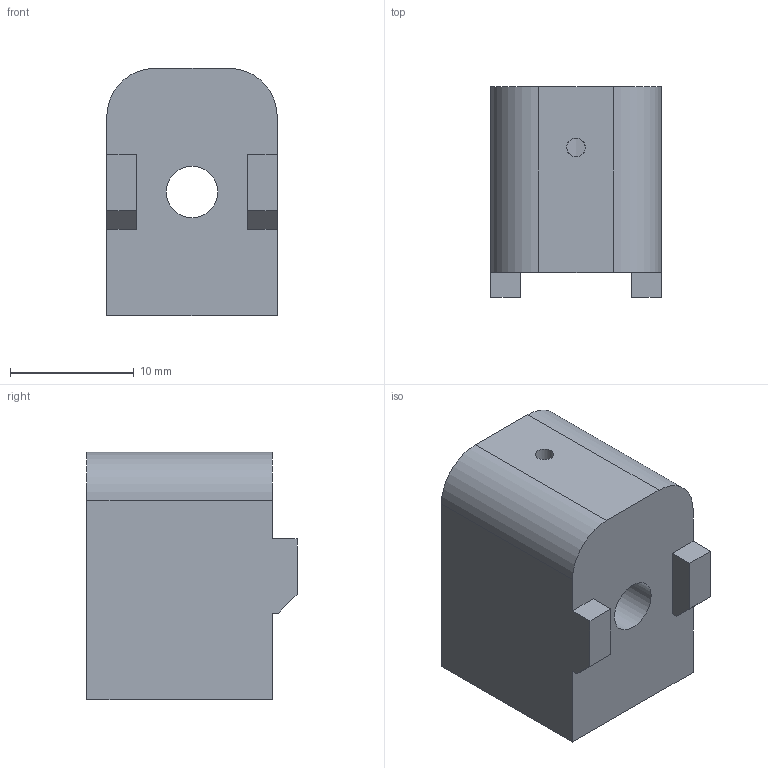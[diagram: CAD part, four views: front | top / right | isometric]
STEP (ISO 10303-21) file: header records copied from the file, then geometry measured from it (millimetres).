
FILE_DESCRIPTION(/* description */ (''),/* implementation_level */ '2;1');
FILE_NAME(/* name */ 'Equerre.stp',/* time_stamp */ '2020-12-05T18:12:02+01:00',/* author */ (''),/* organization */ (''),/* preprocessor_version */ 'ST-DEVELOPER v18.1',/* originating_system */ 'Autodesk Translation Framework v9.3.0.1241',/* authorisation */ '');
FILE_SCHEMA (('AUTOMOTIVE_DESIGN { 1 0 10303 214 3 1 1 }'));
Length unit declared in the file: millimetre
Products named in the file (1): Equerre
Bounding box: 13.8 x 17 x 20 mm (x, y, z)
Volume: 3360.1 mm3; surface area: 1897.3 mm2
Topology: 1 solids, 1 shells, 22 faces, 58 edges, 39 vertices
Faces by surface type: plane 17, cylinder 5
Full cylindrical faces by diameter (mm): 1.5 x1, 4.2 x1, 10 x1
Entity records: 757 total; most frequent: CARTESIAN_POINT 154, ORIENTED_EDGE 116, DIRECTION 111, EDGE_CURVE 58, LINE 47, VECTOR 47, VERTEX_POINT 39, AXIS2_PLACEMENT_3D 32
